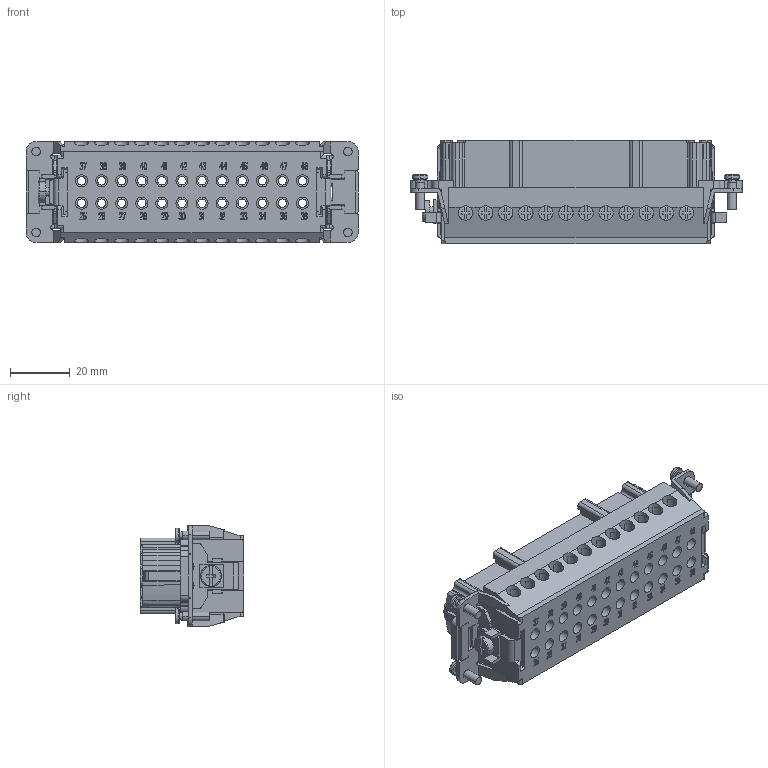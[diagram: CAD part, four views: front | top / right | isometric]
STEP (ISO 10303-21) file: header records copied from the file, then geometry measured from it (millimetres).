
FILE_DESCRIPTION((''),'2;1');
FILE_NAME('HE-024-F_25-48','2017-07-27T',('tl.yang'),(''),'PRO/ENGINEER BY PARAMETRIC TECHNOLOGY CORPORATION, 2011500','PRO/ENGINEER BY PARAMETRIC TECHNOLOGY CORPORATION, 2011500','');
FILE_SCHEMA(('CONFIG_CONTROL_DESIGN'));
Products named in the file (1): HE-024-F_25-48
Bounding box: 110.8 x 34.5 x 33.7 mm (x, y, z)
Volume: 64488.1 mm3; surface area: 41380.9 mm2
Topology: 1 solids, 40 shells, 5380 faces, 15271 edges, 10162 vertices
Faces by surface type: plane 4709, cylinder 525, cone 92, bspline 48, torus 4, extrusion 2
Entity records: 174703 total; most frequent: CARTESIAN_POINT 33821, ORIENTED_EDGE 30542, DIRECTION 26967, EDGE_CURVE 15271, VECTOR 13719, LINE 13717, VERTEX_POINT 10162, AXIS2_PLACEMENT_3D 6624
